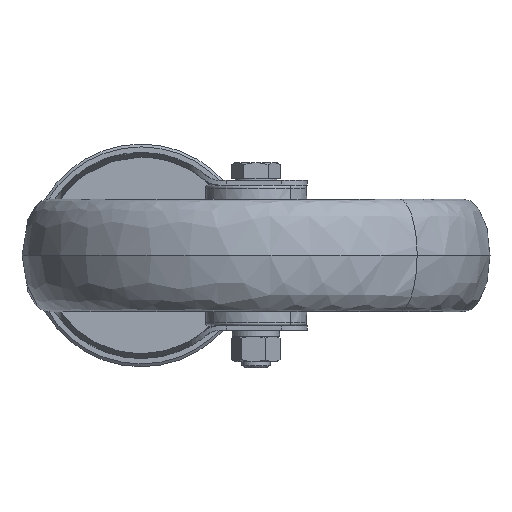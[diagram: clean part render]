
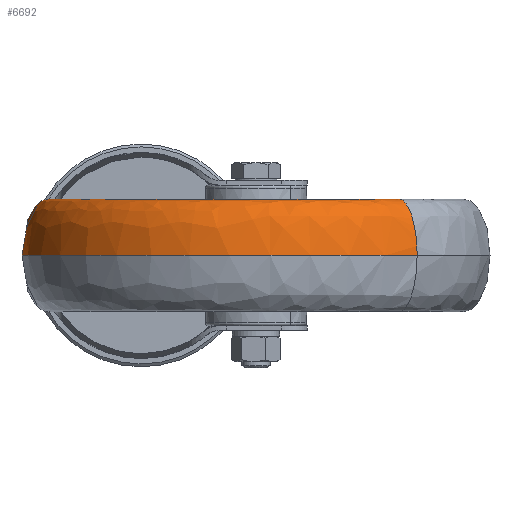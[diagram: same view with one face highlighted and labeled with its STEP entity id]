
A CAD part, front view. The second image highlights one B-rep face of the part: STEP entity #6692.
In plain terms, the highlighted free-form (B-spline) face has degree [3, 3] with [4, 4] control points.
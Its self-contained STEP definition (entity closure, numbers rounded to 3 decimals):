
#141 = ORIENTED_EDGE ( 'NONE', *, *, #9881, .F. ) ;
#535 =( BOUNDED_CURVE ( )  B_SPLINE_CURVE ( 3, ( #4100, #4438, #11596, #11673 ),
 .UNSPECIFIED., .F., .F. ) 
 B_SPLINE_CURVE_WITH_KNOTS ( ( 4, 4 ),
 ( 0., 1.571 ),
 .UNSPECIFIED. ) 
 CURVE ( )  GEOMETRIC_REPRESENTATION_ITEM ( )  RATIONAL_B_SPLINE_CURVE ( ( 1., 0.805, 0.805, 1. ) ) 
 REPRESENTATION_ITEM ( '' )  );
#960 = CARTESIAN_POINT ( 'NONE',  ( 117.734, -212.633, 0. ) ) ;
#1012 = CARTESIAN_POINT ( 'NONE',  ( 49., -140., 24. ) ) ;
#2516 = CARTESIAN_POINT ( 'NONE',  ( -19.734, -67.367, 0. ) ) ;
#2534 = DIRECTION ( 'NONE',  ( -0.687, 0.726, 0. ) ) ;
#2842 = CARTESIAN_POINT ( 'NONE',  ( 109.83, -204.28, 24. ) ) ;
#2929 = CARTESIAN_POINT ( 'NONE',  ( 117.734, -212.633, 14.059 ) ) ;
#3236 = CARTESIAN_POINT ( 'NONE',  ( -165.001, -204.836, 14.059 ) ) ;
#3369 = AXIS2_PLACEMENT_3D ( 'NONE', #1012, #16031, #2534 ) ;
#4100 = CARTESIAN_POINT ( 'NONE',  ( 109.83, -204.28, 24. ) ) ;
#4252 = ORIENTED_EDGE ( 'NONE', *, *, #5109, .F. ) ;
#4438 = CARTESIAN_POINT ( 'NONE',  ( 114.46, -209.173, 24. ) ) ;
#4618 = CARTESIAN_POINT ( 'NONE',  ( -27.532, -350.102, 14.059 ) ) ;
#5109 = EDGE_CURVE ( 'NONE', #15632, #11572, #11089, .T. ) ;
#6686 = CARTESIAN_POINT ( 'NONE',  ( -16.46, -70.827, 24. ) ) ;
#6692 = ADVANCED_FACE ( 'NONE', ( #10311 ), #15533, .F. ) ;
#6873 = CARTESIAN_POINT ( 'NONE',  ( -19.734, -67.367, 0. ) ) ;
#7052 = EDGE_CURVE ( 'NONE', #15632, #11740, #9385, .T. ) ;
#7771 = CARTESIAN_POINT ( 'NONE',  ( -19.734, -67.367, 0. ) ) ;
#7914 = CARTESIAN_POINT ( 'NONE',  ( 117.734, -212.633, 0. ) ) ;
#8198 = CARTESIAN_POINT ( 'NONE',  ( -19.734, -67.367, 14.059 ) ) ;
#9162 = CARTESIAN_POINT ( 'NONE',  ( -154.807, -201.747, 24. ) ) ;
#9318 = CARTESIAN_POINT ( 'NONE',  ( -18.731, -325.94, 24. ) ) ;
#9385 = CIRCLE ( 'NONE', #15939, 100. ) ;
#9449 = ORIENTED_EDGE ( 'NONE', *, *, #15296, .F. ) ;
#9881 = EDGE_CURVE ( 'NONE', #12941, #11740, #535, .T. ) ;
#9916 = CARTESIAN_POINT ( 'NONE',  ( -19.734, -67.367, 14.059 ) ) ;
#10311 = FACE_OUTER_BOUND ( 'NONE', #15853, .T. ) ;
#10393 = CARTESIAN_POINT ( 'NONE',  ( 114.46, -209.173, 24. ) ) ;
#11089 =( BOUNDED_CURVE ( )  B_SPLINE_CURVE ( 3, ( #2516, #9916, #12471, #13768 ),
 .UNSPECIFIED., .F., .F. ) 
 B_SPLINE_CURVE_WITH_KNOTS ( ( 4, 4 ),
 ( 4.712, 6.283 ),
 .UNSPECIFIED. ) 
 CURVE ( )  GEOMETRIC_REPRESENTATION_ITEM ( )  RATIONAL_B_SPLINE_CURVE ( ( 1., 0.805, 0.805, 1. ) ) 
 REPRESENTATION_ITEM ( '' )  );
#11325 = CARTESIAN_POINT ( 'NONE',  ( 109.83, -204.28, 24. ) ) ;
#11453 = CARTESIAN_POINT ( 'NONE',  ( -140.391, -197.379, 24. ) ) ;
#11484 = CIRCLE ( 'NONE', #3369, 88.5 ) ;
#11572 = VERTEX_POINT ( 'NONE', #14339 ) ;
#11596 = CARTESIAN_POINT ( 'NONE',  ( 117.734, -212.633, 14.059 ) ) ;
#11673 = CARTESIAN_POINT ( 'NONE',  ( 117.734, -212.633, 0. ) ) ;
#11740 = VERTEX_POINT ( 'NONE', #7914 ) ;
#12471 = CARTESIAN_POINT ( 'NONE',  ( -16.46, -70.827, 24. ) ) ;
#12941 = VERTEX_POINT ( 'NONE', #11325 ) ;
#13768 = CARTESIAN_POINT ( 'NONE',  ( -11.83, -75.72, 24. ) ) ;
#13961 = DIRECTION ( 'NONE',  ( 0., 0., 1. ) ) ;
#14028 = CARTESIAN_POINT ( 'NONE',  ( 49., -140., 0. ) ) ;
#14176 = CARTESIAN_POINT ( 'NONE',  ( -11.83, -75.72, 24. ) ) ;
#14287 = DIRECTION ( 'NONE',  ( 0.687, -0.726, 0. ) ) ;
#14339 = CARTESIAN_POINT ( 'NONE',  ( -11.83, -75.72, 24. ) ) ;
#14761 = ORIENTED_EDGE ( 'NONE', *, *, #7052, .T. ) ;
#15296 = EDGE_CURVE ( 'NONE', #11572, #12941, #11484, .T. ) ;
#15398 = CARTESIAN_POINT ( 'NONE',  ( -23.886, -340.094, 24. ) ) ;
#15533 =( BOUNDED_SURFACE ( )  B_SPLINE_SURFACE ( 3, 3, ( 
 ( #2842, #9318, #11453, #14176 ),
 ( #10393, #15398, #9162, #6686 ),
 ( #2929, #4618, #3236, #8198 ),
 ( #960, #15650, #15979, #6873 ) ),
 .UNSPECIFIED., .F., .F., .F. ) 
 B_SPLINE_SURFACE_WITH_KNOTS ( ( 4, 4 ),
 ( 4, 4 ),
 ( 0., 1. ),
 ( 0., 1. ),
 .UNSPECIFIED. ) 
 GEOMETRIC_REPRESENTATION_ITEM ( )  RATIONAL_B_SPLINE_SURFACE ( (
 ( 1., 0.333, 0.333, 1.),
 ( 0.805, 0.268, 0.268, 0.805),
 ( 0.805, 0.268, 0.268, 0.805),
 ( 1., 0.333, 0.333, 1.) ) ) 
 REPRESENTATION_ITEM ( '' )  SURFACE ( )  );
#15632 = VERTEX_POINT ( 'NONE', #7771 ) ;
#15650 = CARTESIAN_POINT ( 'NONE',  ( -27.532, -350.102, 0. ) ) ;
#15853 = EDGE_LOOP ( 'NONE', ( #4252, #14761, #141, #9449 ) ) ;
#15939 = AXIS2_PLACEMENT_3D ( 'NONE', #14028, #13961, #14287 ) ;
#15979 = CARTESIAN_POINT ( 'NONE',  ( -165.001, -204.836, 0. ) ) ;
#16031 = DIRECTION ( 'NONE',  ( 0., 0., 1. ) ) ;
